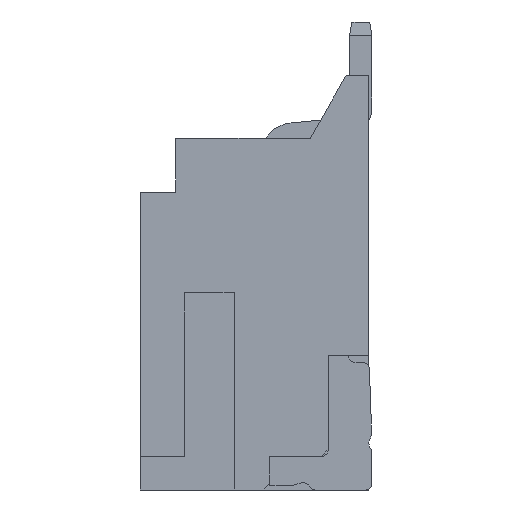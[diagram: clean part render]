
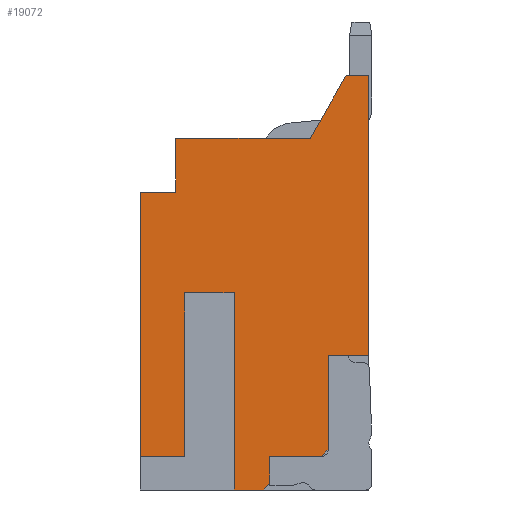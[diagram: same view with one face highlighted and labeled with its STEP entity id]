
A CAD part, left-side view. The second image highlights one B-rep face of the part: STEP entity #19072.
In plain terms, the highlighted planar face has unit normal (-1, 0, 0).
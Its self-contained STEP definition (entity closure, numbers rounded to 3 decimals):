
#198 = ORIENTED_EDGE ( 'NONE', *, *, #4701, .F. ) ;
#461 = DIRECTION ( 'NONE',  ( 0., 1., 0. ) ) ;
#779 = CARTESIAN_POINT ( 'NONE',  ( -8., -2.75, -7.85 ) ) ;
#962 = VERTEX_POINT ( 'NONE', #9511 ) ;
#1279 = CARTESIAN_POINT ( 'NONE',  ( -8., -2.9, -7.7 ) ) ;
#1476 = CARTESIAN_POINT ( 'NONE',  ( -8., -2.55, -1.2 ) ) ;
#1599 = ORIENTED_EDGE ( 'NONE', *, *, #4981, .F. ) ;
#1629 = CARTESIAN_POINT ( 'NONE',  ( -8., -4.05, -7.1 ) ) ;
#1693 = ORIENTED_EDGE ( 'NONE', *, *, #11632, .F. ) ;
#1774 = CARTESIAN_POINT ( 'NONE',  ( -8., -2.55, -7.85 ) ) ;
#2100 = VERTEX_POINT ( 'NONE', #3405 ) ;
#2262 = VERTEX_POINT ( 'NONE', #20425 ) ;
#2425 = DIRECTION ( 'NONE',  ( 0., 0., 1. ) ) ;
#2447 = ORIENTED_EDGE ( 'NONE', *, *, #10607, .F. ) ;
#2775 = DIRECTION ( 'NONE',  ( 0., -1., 0. ) ) ;
#2838 = VECTOR ( 'NONE', #20576, 1000. ) ;
#2879 = CARTESIAN_POINT ( 'NONE',  ( -8., -2.55, 0. ) ) ;
#2933 = VECTOR ( 'NONE', #18423, 1000. ) ;
#3193 = EDGE_CURVE ( 'NONE', #22195, #17798, #6683, .T. ) ;
#3405 = CARTESIAN_POINT ( 'NONE',  ( -8., -3.8, 0. ) ) ;
#3545 = CARTESIAN_POINT ( 'NONE',  ( -8., -3.8, 0. ) ) ;
#4134 = EDGE_CURVE ( 'NONE', #20350, #8479, #7000, .T. ) ;
#4136 = VERTEX_POINT ( 'NONE', #5410 ) ;
#4301 = VERTEX_POINT ( 'NONE', #6074 ) ;
#4606 = DIRECTION ( 'NONE',  ( 0., 0., 1. ) ) ;
#4701 = EDGE_CURVE ( 'NONE', #11352, #4301, #4914, .T. ) ;
#4914 = LINE ( 'NONE', #12078, #6634 ) ;
#4981 = EDGE_CURVE ( 'NONE', #15945, #8468, #20449, .T. ) ;
#4987 = CARTESIAN_POINT ( 'NONE',  ( -8., -2.1, -7.85 ) ) ;
#4998 = VERTEX_POINT ( 'NONE', #22359 ) ;
#5205 = LINE ( 'NONE', #13846, #14526 ) ;
#5378 = VERTEX_POINT ( 'NONE', #6151 ) ;
#5410 = CARTESIAN_POINT ( 'NONE',  ( -8., -0.8, -1.2 ) ) ;
#6074 = CARTESIAN_POINT ( 'NONE',  ( -8., -4.2, -6.95 ) ) ;
#6151 = CARTESIAN_POINT ( 'NONE',  ( -8., 0., -1.2 ) ) ;
#6169 = CARTESIAN_POINT ( 'NONE',  ( -8., -5.1, -3.225 ) ) ;
#6241 = EDGE_CURVE ( 'NONE', #15685, #11347, #5205, .T. ) ;
#6254 = LINE ( 'NONE', #12988, #2933 ) ;
#6544 = ORIENTED_EDGE ( 'NONE', *, *, #16259, .F. ) ;
#6634 = VECTOR ( 'NONE', #15374, 1000. ) ;
#6683 = LINE ( 'NONE', #1774, #10797 ) ;
#6780 = EDGE_CURVE ( 'NONE', #4136, #15602, #6254, .T. ) ;
#7000 = LINE ( 'NONE', #20876, #13222 ) ;
#7076 = EDGE_CURVE ( 'NONE', #962, #20350, #11935, .T. ) ;
#7179 = LINE ( 'NONE', #3545, #19053 ) ;
#7324 = LINE ( 'NONE', #12579, #16865 ) ;
#7328 = VECTOR ( 'NONE', #4606, 1000. ) ;
#7382 = VECTOR ( 'NONE', #18654, 1000. ) ;
#7829 = ORIENTED_EDGE ( 'NONE', *, *, #4134, .F. ) ;
#8466 = LINE ( 'NONE', #17431, #17791 ) ;
#8468 = VERTEX_POINT ( 'NONE', #20070 ) ;
#8479 = VERTEX_POINT ( 'NONE', #20177 ) ;
#8875 = FACE_OUTER_BOUND ( 'NONE', #13991, .T. ) ;
#8917 = LINE ( 'NONE', #19377, #15598 ) ;
#9511 = CARTESIAN_POINT ( 'NONE',  ( -8., -1., -3.45 ) ) ;
#9768 = EDGE_CURVE ( 'NONE', #22195, #4998, #19727, .T. ) ;
#10031 = ORIENTED_EDGE ( 'NONE', *, *, #15868, .F. ) ;
#10358 = DIRECTION ( 'NONE',  ( 0., 0., -1. ) ) ;
#10468 = PLANE ( 'NONE',  #19970 ) ;
#10607 = EDGE_CURVE ( 'NONE', #8479, #5378, #17909, .T. ) ;
#10618 = CARTESIAN_POINT ( 'NONE',  ( -8., -2.55, -4.85 ) ) ;
#10727 = LINE ( 'NONE', #10618, #17857 ) ;
#10759 = DIRECTION ( 'NONE',  ( 0., 0., 1. ) ) ;
#10797 = VECTOR ( 'NONE', #15660, 1000. ) ;
#10974 = VECTOR ( 'NONE', #10358, 1000. ) ;
#11063 = ORIENTED_EDGE ( 'NONE', *, *, #6241, .F. ) ;
#11100 = CARTESIAN_POINT ( 'NONE',  ( -8., -2.1, -3.225 ) ) ;
#11101 = CARTESIAN_POINT ( 'NONE',  ( -8., -4.2, -4.85 ) ) ;
#11297 = ORIENTED_EDGE ( 'NONE', *, *, #13857, .F. ) ;
#11327 = LINE ( 'NONE', #2879, #22482 ) ;
#11347 = VERTEX_POINT ( 'NONE', #12685 ) ;
#11352 = VERTEX_POINT ( 'NONE', #11101 ) ;
#11417 = EDGE_CURVE ( 'NONE', #20552, #17798, #7324, .T. ) ;
#11465 = CARTESIAN_POINT ( 'NONE',  ( -8., -2.9, -6.025 ) ) ;
#11572 = ORIENTED_EDGE ( 'NONE', *, *, #7076, .F. ) ;
#11632 = EDGE_CURVE ( 'NONE', #2100, #15685, #7179, .T. ) ;
#11725 = CARTESIAN_POINT ( 'NONE',  ( -8., -2.55, -7.1 ) ) ;
#11935 = LINE ( 'NONE', #15797, #10974 ) ;
#11951 = LINE ( 'NONE', #1476, #2838 ) ;
#11961 = ORIENTED_EDGE ( 'NONE', *, *, #11417, .F. ) ;
#12078 = CARTESIAN_POINT ( 'NONE',  ( -8., -4.2, -3.225 ) ) ;
#12234 = CARTESIAN_POINT ( 'NONE',  ( -8., -1., -7.1 ) ) ;
#12319 = EDGE_CURVE ( 'NONE', #2262, #11347, #12497, .T. ) ;
#12448 = DIRECTION ( 'NONE',  ( 0., 1., 0. ) ) ;
#12497 = LINE ( 'NONE', #6169, #19027 ) ;
#12579 = CARTESIAN_POINT ( 'NONE',  ( -8., -2.9, -7.7 ) ) ;
#12596 = ORIENTED_EDGE ( 'NONE', *, *, #6780, .F. ) ;
#12605 = DIRECTION ( 'NONE',  ( 0., 0., 1. ) ) ;
#12685 = CARTESIAN_POINT ( 'NONE',  ( -8., -5.1, 1.4 ) ) ;
#12988 = CARTESIAN_POINT ( 'NONE',  ( -8., -0.8, -3.925 ) ) ;
#13003 = ORIENTED_EDGE ( 'NONE', *, *, #9768, .F. ) ;
#13222 = VECTOR ( 'NONE', #14063, 1000. ) ;
#13846 = CARTESIAN_POINT ( 'NONE',  ( -8., -4.85, 1.4 ) ) ;
#13857 = EDGE_CURVE ( 'NONE', #5378, #4136, #11951, .T. ) ;
#13988 = CARTESIAN_POINT ( 'NONE',  ( -8., -2.55, -3.225 ) ) ;
#13991 = EDGE_LOOP ( 'NONE', ( #16412, #198, #18616, #21570, #11063, #1693, #6544, #12596, #11297, #2447, #7829, #11572, #10031, #13003, #20616, #11961, #19196, #1599 ) ) ;
#14063 = DIRECTION ( 'NONE',  ( 0., 1., 0. ) ) ;
#14329 = DIRECTION ( 'NONE',  ( 0., 0., -1. ) ) ;
#14526 = VECTOR ( 'NONE', #20636, 1000. ) ;
#15374 = DIRECTION ( 'NONE',  ( 0., 0., -1. ) ) ;
#15509 = DIRECTION ( 'NONE',  ( 0., 0.707, -0.707 ) ) ;
#15598 = VECTOR ( 'NONE', #12448, 1000. ) ;
#15602 = VERTEX_POINT ( 'NONE', #17351 ) ;
#15660 = DIRECTION ( 'NONE',  ( 0., -1., 0. ) ) ;
#15685 = VERTEX_POINT ( 'NONE', #19516 ) ;
#15797 = CARTESIAN_POINT ( 'NONE',  ( -8., -1., -3.225 ) ) ;
#15868 = EDGE_CURVE ( 'NONE', #4998, #962, #8917, .T. ) ;
#15871 = EDGE_CURVE ( 'NONE', #4301, #15945, #8466, .T. ) ;
#15945 = VERTEX_POINT ( 'NONE', #1629 ) ;
#16259 = EDGE_CURVE ( 'NONE', #15602, #2100, #11327, .T. ) ;
#16412 = ORIENTED_EDGE ( 'NONE', *, *, #15871, .F. ) ;
#16476 = VECTOR ( 'NONE', #2425, 1000. ) ;
#16865 = VECTOR ( 'NONE', #19505, 1000. ) ;
#17171 = VECTOR ( 'NONE', #10759, 1000. ) ;
#17351 = CARTESIAN_POINT ( 'NONE',  ( -8., -0.8, 0. ) ) ;
#17431 = CARTESIAN_POINT ( 'NONE',  ( -8., -4.2, -6.95 ) ) ;
#17791 = VECTOR ( 'NONE', #15509, 1000. ) ;
#17798 = VERTEX_POINT ( 'NONE', #779 ) ;
#17857 = VECTOR ( 'NONE', #461, 1000. ) ;
#17909 = LINE ( 'NONE', #19834, #17171 ) ;
#18423 = DIRECTION ( 'NONE',  ( 0., 0., 1. ) ) ;
#18616 = ORIENTED_EDGE ( 'NONE', *, *, #19856, .F. ) ;
#18654 = DIRECTION ( 'NONE',  ( 0., 1., 0. ) ) ;
#19027 = VECTOR ( 'NONE', #12605, 1000. ) ;
#19053 = VECTOR ( 'NONE', #20943, 1000. ) ;
#19072 = ADVANCED_FACE ( 'NONE', ( #8875 ), #10468, .F. ) ;
#19196 = ORIENTED_EDGE ( 'NONE', *, *, #20240, .T. ) ;
#19377 = CARTESIAN_POINT ( 'NONE',  ( -8., -2.55, -3.45 ) ) ;
#19505 = DIRECTION ( 'NONE',  ( 0., 0.707, -0.707 ) ) ;
#19516 = CARTESIAN_POINT ( 'NONE',  ( -8., -4.6, 1.4 ) ) ;
#19727 = LINE ( 'NONE', #11100, #16476 ) ;
#19834 = CARTESIAN_POINT ( 'NONE',  ( -8., 0., -3.225 ) ) ;
#19856 = EDGE_CURVE ( 'NONE', #2262, #11352, #10727, .T. ) ;
#19970 = AXIS2_PLACEMENT_3D ( 'NONE', #13988, #20909, #14329 ) ;
#20070 = CARTESIAN_POINT ( 'NONE',  ( -8., -2.9, -7.1 ) ) ;
#20177 = CARTESIAN_POINT ( 'NONE',  ( -8., 0., -7.1 ) ) ;
#20183 = LINE ( 'NONE', #11465, #7328 ) ;
#20240 = EDGE_CURVE ( 'NONE', #20552, #8468, #20183, .T. ) ;
#20350 = VERTEX_POINT ( 'NONE', #12234 ) ;
#20425 = CARTESIAN_POINT ( 'NONE',  ( -8., -5.1, -4.85 ) ) ;
#20449 = LINE ( 'NONE', #11725, #7382 ) ;
#20552 = VERTEX_POINT ( 'NONE', #1279 ) ;
#20576 = DIRECTION ( 'NONE',  ( 0., -1., 0. ) ) ;
#20616 = ORIENTED_EDGE ( 'NONE', *, *, #3193, .T. ) ;
#20636 = DIRECTION ( 'NONE',  ( 0., -1., 0. ) ) ;
#20876 = CARTESIAN_POINT ( 'NONE',  ( -8., -2.55, -7.1 ) ) ;
#20909 = DIRECTION ( 'NONE',  ( 1., 0., 0. ) ) ;
#20943 = DIRECTION ( 'NONE',  ( 0., -0.496, 0.868 ) ) ;
#21570 = ORIENTED_EDGE ( 'NONE', *, *, #12319, .T. ) ;
#22195 = VERTEX_POINT ( 'NONE', #4987 ) ;
#22359 = CARTESIAN_POINT ( 'NONE',  ( -8., -2.1, -3.45 ) ) ;
#22482 = VECTOR ( 'NONE', #2775, 1000. ) ;
